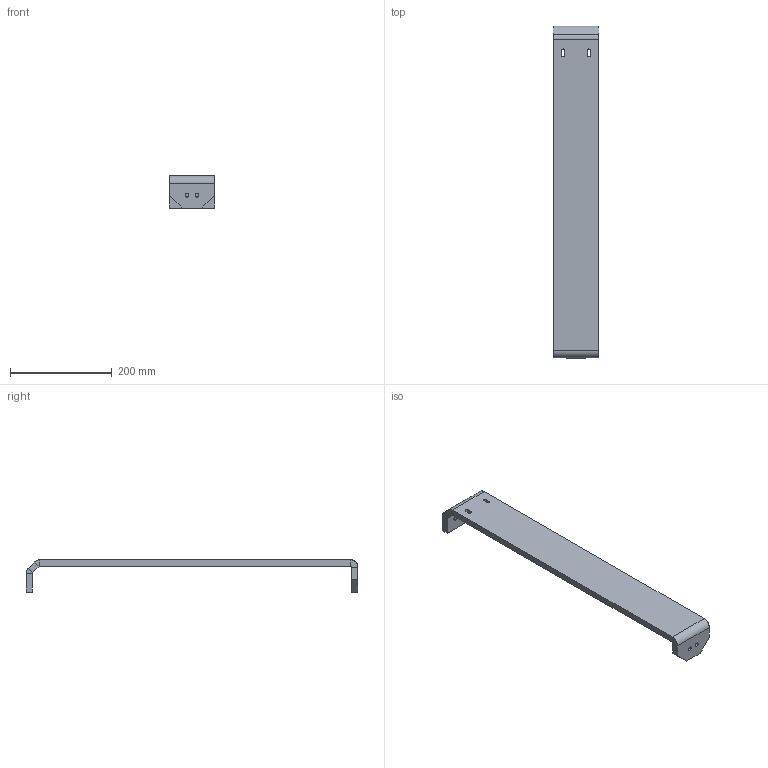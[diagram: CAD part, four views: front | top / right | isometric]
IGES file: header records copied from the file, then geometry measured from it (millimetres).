
Start section: SolidWorks IGES file using analytic representation for surfaces
Global section: file name: D1102286-v1_aLIGO AOS ITM ELLIPTICAL BAFFLE HEIGHT ADJUSTOR BRACE.IGS; native system: SolidWorks 2012; preprocessor: SolidWorks 2012; author: tnguyen; date: 120427.142420; units: inch
Bounding box: 88.9 x 653.24 x 63.53 mm (x, y, z)
Surface area: 152505.7 mm2 (no closed solid volume)
Topology: 0 solids, 0 shells, 48 faces, 672 edges, 672 vertices
Faces by surface type: bspline 30, revolution 18
